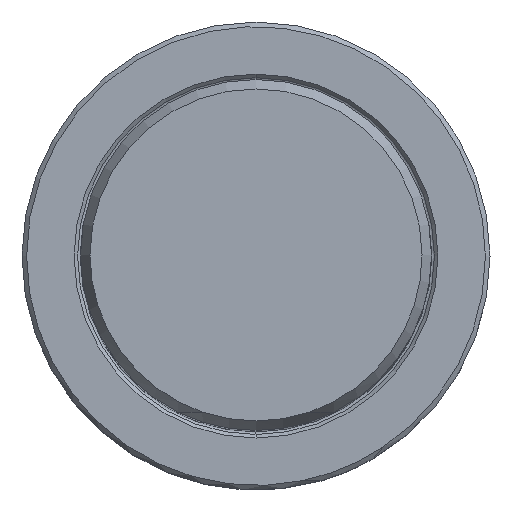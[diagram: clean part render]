
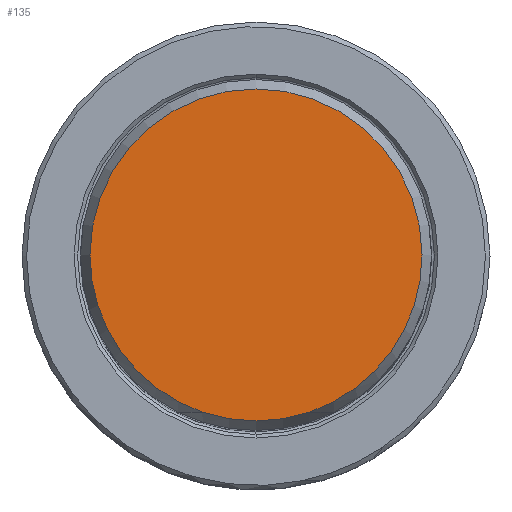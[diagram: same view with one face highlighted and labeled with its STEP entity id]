
A CAD part, top view. The second image highlights one B-rep face of the part: STEP entity #135.
In plain terms, the highlighted planar face has unit normal (0, 0, 1).
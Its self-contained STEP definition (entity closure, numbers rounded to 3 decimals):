
#40=PLANE('',#1254);
#135=ADVANCED_FACE('',(#219),#40,.F.);
#219=FACE_OUTER_BOUND('',#283,.T.);
#283=EDGE_LOOP('',(#459,#460,#461,#462));
#459=ORIENTED_EDGE('',*,*,#765,.F.);
#460=ORIENTED_EDGE('',*,*,#766,.F.);
#461=ORIENTED_EDGE('',*,*,#767,.F.);
#462=ORIENTED_EDGE('',*,*,#768,.F.);
#645=VERTEX_POINT('',#2342);
#646=VERTEX_POINT('',#2343);
#647=VERTEX_POINT('',#2345);
#648=VERTEX_POINT('',#2347);
#765=EDGE_CURVE('',#645,#646,#928,.T.);
#766=EDGE_CURVE('',#647,#645,#929,.T.);
#767=EDGE_CURVE('',#648,#647,#930,.T.);
#768=EDGE_CURVE('',#646,#648,#931,.T.);
#928=CIRCLE('',#1250,18.022);
#929=CIRCLE('',#1251,18.022);
#930=CIRCLE('',#1252,18.022);
#931=CIRCLE('',#1253,18.022);
#1250=AXIS2_PLACEMENT_3D('',#2341,#1508,#1509);
#1251=AXIS2_PLACEMENT_3D('',#2344,#1510,#1511);
#1252=AXIS2_PLACEMENT_3D('',#2346,#1512,#1513);
#1253=AXIS2_PLACEMENT_3D('',#2348,#1514,#1515);
#1254=AXIS2_PLACEMENT_3D('',#2349,#1516,#1517);
#1508=DIRECTION('',(0.,0.,-1.));
#1509=DIRECTION('',(0.324,-0.946,0.));
#1510=DIRECTION('',(0.,0.,-1.));
#1511=DIRECTION('',(1.,0.,0.));
#1512=DIRECTION('',(0.,0.,-1.));
#1513=DIRECTION('',(-1.,0.,0.));
#1514=DIRECTION('',(0.,0.,-1.));
#1515=DIRECTION('',(-0.324,-0.946,0.));
#1516=DIRECTION('',(0.,0.,-1.));
#1517=DIRECTION('',(-1.,0.,0.));
#2341=CARTESIAN_POINT('',(0.,0.,69.85));
#2342=CARTESIAN_POINT('',(5.839,-17.05,69.85));
#2343=CARTESIAN_POINT('',(-5.839,-17.05,69.85));
#2344=CARTESIAN_POINT('',(0.,0.,69.85));
#2345=CARTESIAN_POINT('',(18.022,0.,69.85));
#2346=CARTESIAN_POINT('',(0.,0.,69.85));
#2347=CARTESIAN_POINT('',(-18.022,0.,69.85));
#2348=CARTESIAN_POINT('',(0.,0.,69.85));
#2349=CARTESIAN_POINT('',(0.,0.,69.85));
